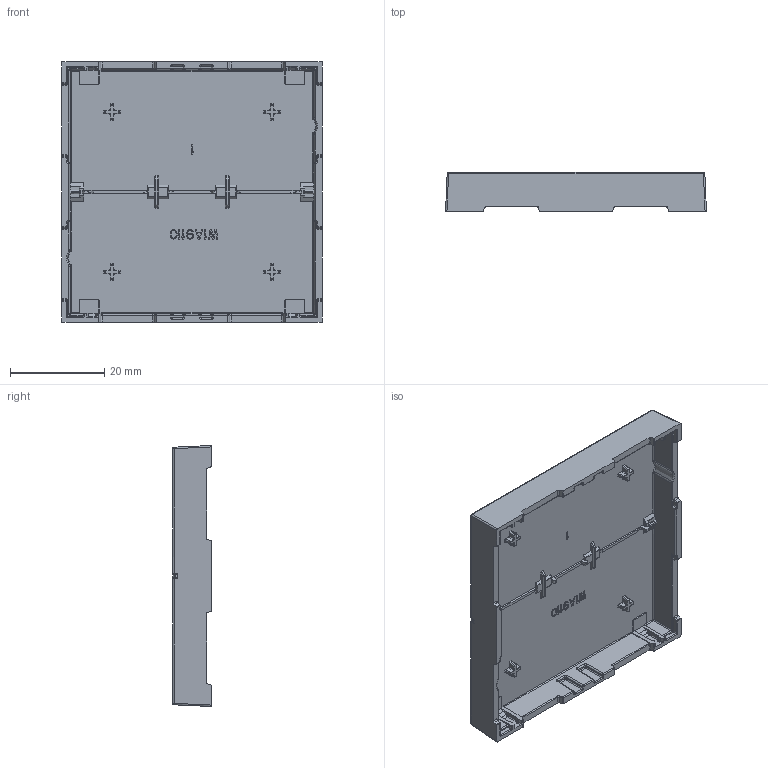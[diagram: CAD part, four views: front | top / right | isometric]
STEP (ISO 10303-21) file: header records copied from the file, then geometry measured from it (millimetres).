
FILE_DESCRIPTION((''),'2;1');
FILE_NAME('WAN7010BG_ASM','2025-04-15T15:30:04',('weberr1'),(''),'CREO PARAMETRIC BY PTC INC, 2023154','CREO PARAMETRIC BY PTC INC, 2023154','');
FILE_SCHEMA(('AP242_MANAGED_MODEL_BASED_3D_ENGINEERING_MIM_LF { 1 0 10303 442 1 1 4 }'));
Products named in the file (3): W1A9110_85; W1A9112_99; WAN7010BG_ASM
Assembly tree (2 placements, depth 2):
  WAN7010BG_ASM
    W1A9110_85
    W1A9112_99
Bounding box: 55.4 x 8.2 x 55.4 mm (x, y, z)
Volume: 7122.3 mm3; surface area: 9493 mm2
Topology: 2 solids, 2 shells, 1159 faces, 2978 edges, 1832 vertices
Faces by surface type: plane 464, cylinder 420, bspline 160, sphere 48, cone 39, torus 28
Entity records: 54618 total; most frequent: CARTESIAN_POINT 18612, ORIENTED_EDGE 5956, DIRECTION 4884, PRESENTATION_STYLE_ASSIGNMENT 3013, STYLED_ITEM 3013, CURVE_STYLE 2978, EDGE_CURVE 2978, VERTEX_POINT 1832
